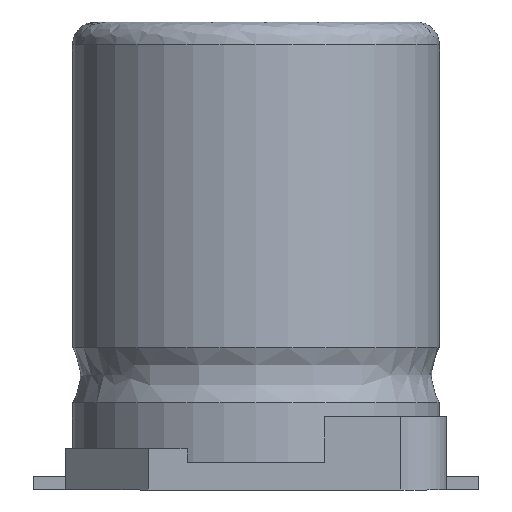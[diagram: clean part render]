
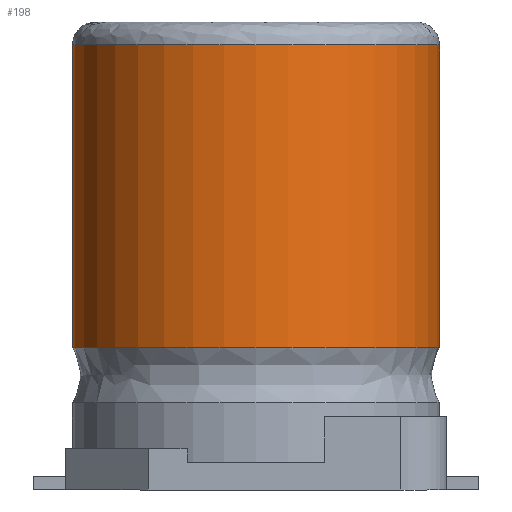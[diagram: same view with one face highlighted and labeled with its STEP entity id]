
A CAD part, left-side view. The second image highlights one B-rep face of the part: STEP entity #198.
In plain terms, the highlighted cylindrical face has radius 4 mm (diameter 8 mm), a partial arc.
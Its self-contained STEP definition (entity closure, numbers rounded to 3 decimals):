
#22 = VERTEX_POINT('',#23);
#23 = CARTESIAN_POINT('',(0.,4.,3.1));
#42 = VERTEX_POINT('',#43);
#43 = CARTESIAN_POINT('',(0.,-4.,3.1));
#89 = VERTEX_POINT('',#90);
#90 = CARTESIAN_POINT('',(0.,4.,9.7));
#97 = EDGE_CURVE('',#98,#89,#100,.T.);
#98 = VERTEX_POINT('',#99);
#99 = CARTESIAN_POINT('',(0.,-4.,9.7));
#100 = CIRCLE('',#101,4.);
#101 = AXIS2_PLACEMENT_3D('',#102,#103,#104);
#102 = CARTESIAN_POINT('',(0.,0.,9.7));
#103 = DIRECTION('',(0.,0.,-1.));
#104 = DIRECTION('',(0.,1.,0.));
#149 = EDGE_CURVE('',#98,#42,#150,.T.);
#150 = LINE('',#151,#152);
#151 = CARTESIAN_POINT('',(0.,-4.,10.2));
#152 = VECTOR('',#153,1.);
#153 = DIRECTION('',(0.,0.,-1.));
#156 = EDGE_CURVE('',#89,#22,#157,.T.);
#157 = LINE('',#158,#159);
#158 = CARTESIAN_POINT('',(0.,4.,10.2));
#159 = VECTOR('',#160,1.);
#160 = DIRECTION('',(0.,0.,-1.));
#198 = ADVANCED_FACE('',(#199),#211,.T.);
#199 = FACE_BOUND('',#200,.T.);
#200 = EDGE_LOOP('',(#201,#202,#203,#204));
#201 = ORIENTED_EDGE('',*,*,#149,.F.);
#202 = ORIENTED_EDGE('',*,*,#97,.T.);
#203 = ORIENTED_EDGE('',*,*,#156,.T.);
#204 = ORIENTED_EDGE('',*,*,#205,.T.);
#205 = EDGE_CURVE('',#22,#42,#206,.T.);
#206 = CIRCLE('',#207,4.);
#207 = AXIS2_PLACEMENT_3D('',#208,#209,#210);
#208 = CARTESIAN_POINT('',(0.,0.,3.1));
#209 = DIRECTION('',(0.,0.,1.));
#210 = DIRECTION('',(0.,1.,0.));
#211 = CYLINDRICAL_SURFACE('',#212,4.);
#212 = AXIS2_PLACEMENT_3D('',#213,#214,#215);
#213 = CARTESIAN_POINT('',(0.,0.,10.2));
#214 = DIRECTION('',(0.,0.,-1.));
#215 = DIRECTION('',(0.,1.,0.));
